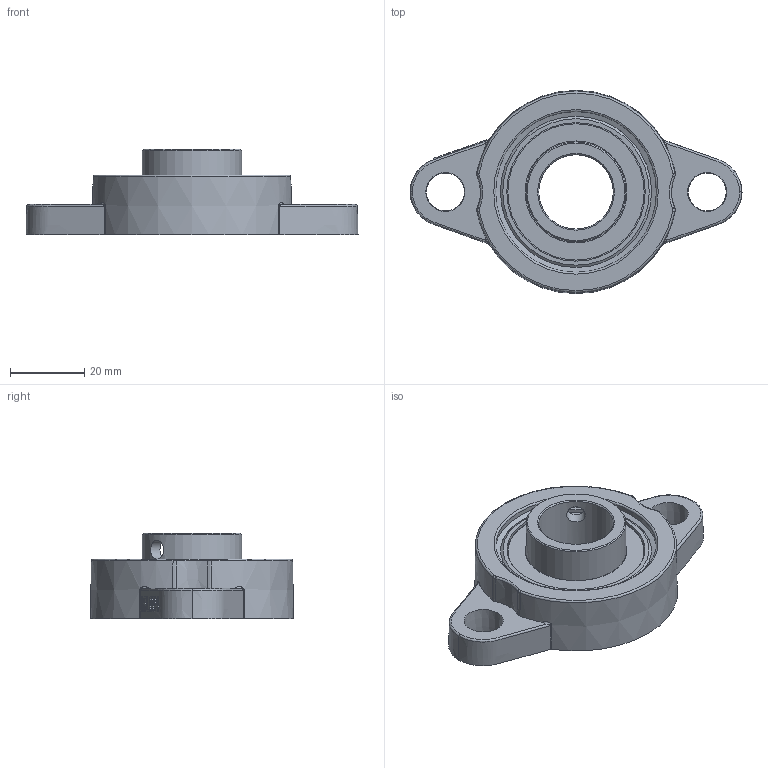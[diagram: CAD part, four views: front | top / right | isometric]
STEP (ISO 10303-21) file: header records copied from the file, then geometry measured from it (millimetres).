
FILE_DESCRIPTION(/* description */ (''),/* implementation_level */ '2;1');
FILE_NAME(/* name */ 'MKFL004.stp',/* time_stamp */ '2016-02-03T14:32:45+01:00',/* author */ ('fje'),/* organization */ (''),/* preprocessor_version */ 'ST-DEVELOPER v15.2',/* originating_system */ 'Autodesk Inventor 2014',/* authorisation */ '');
FILE_SCHEMA (('AUTOMOTIVE_DESIGN { 1 0 10303 214 3 1 1 }'));
Length unit declared in the file: millimetre
Products named in the file (1): Part17
Bounding box: 89.2 x 54.6 x 23.1 mm (x, y, z)
Volume: 32765.7 mm3; surface area: 14618.5 mm2
Topology: 2 solids, 2 shells, 268 faces, 729 edges, 482 vertices
Faces by surface type: plane 192, bspline 35, cone 20, cylinder 11, torus 10
Full cylindrical faces by diameter (mm): 5 x2, 20 x1, 26.8 x2, 27.4 x2, 36.6 x2, 37.2 x2
Entity records: 14126 total; most frequent: CARTESIAN_POINT 7353, ORIENTED_EDGE 1402, DIRECTION 1180, EDGE_CURVE 701, LINE 514, VECTOR 514, VERTEX_POINT 477, AXIS2_PLACEMENT_3D 333
